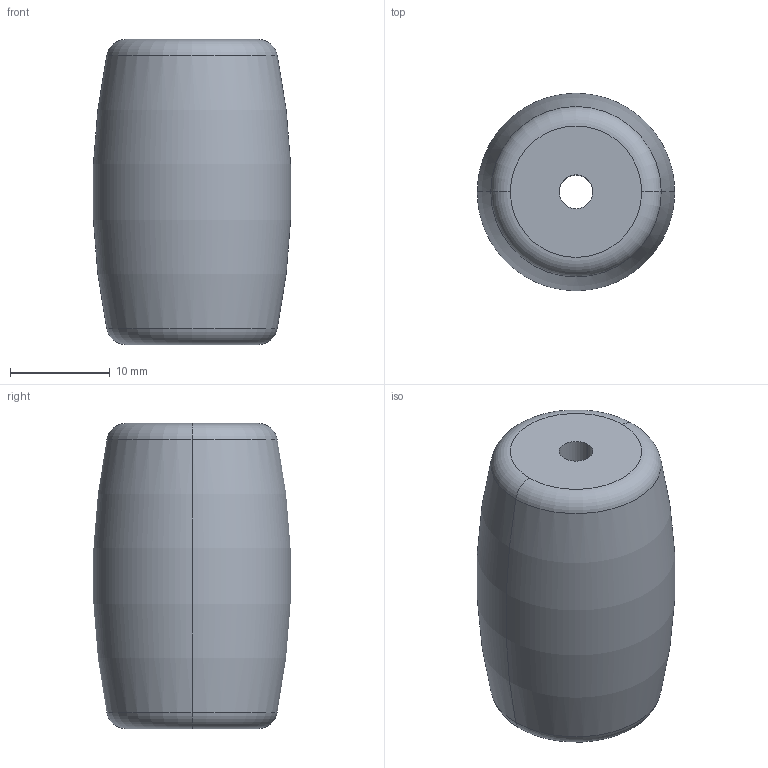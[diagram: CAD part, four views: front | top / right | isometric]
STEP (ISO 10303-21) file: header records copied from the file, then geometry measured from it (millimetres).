
FILE_DESCRIPTION (( 'STEP AP214' ), '1' );
FILE_NAME ('Mecanum_Rolle_1.STEP', '2025-05-09T18:05:36', ( '' ), ( '' ), 'SwSTEP 2.0', 'SolidWorks 2021', '' );
FILE_SCHEMA (( 'AUTOMOTIVE_DESIGN' ));
Length unit declared in the file: millimetre
Products named in the file (1): Mecanum_Rolle_1
Bounding box: 19.77 x 19.76 x 30.6 mm (x, y, z)
Volume: 8119.7 mm3; surface area: 2490 mm2
Topology: 1 solids, 1 shells, 10 faces, 20 edges, 12 vertices
Faces by surface type: torus 6, plane 2, cylinder 2
Entity records: 308 total; most frequent: DIRECTION 60, CARTESIAN_POINT 43, ORIENTED_EDGE 40, AXIS2_PLACEMENT_3D 29, EDGE_CURVE 20, CIRCLE 18, EDGE_LOOP 12, VERTEX_POINT 12
